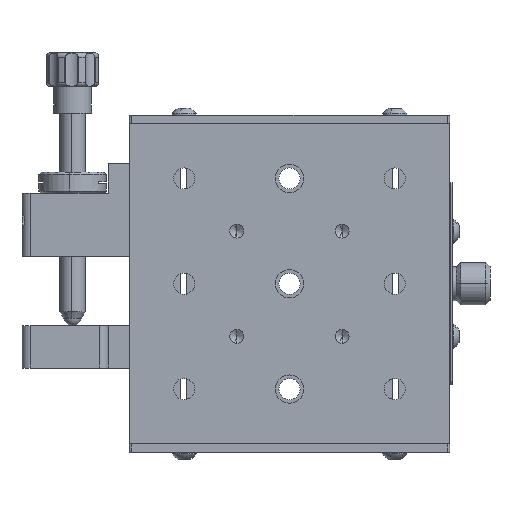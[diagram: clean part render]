
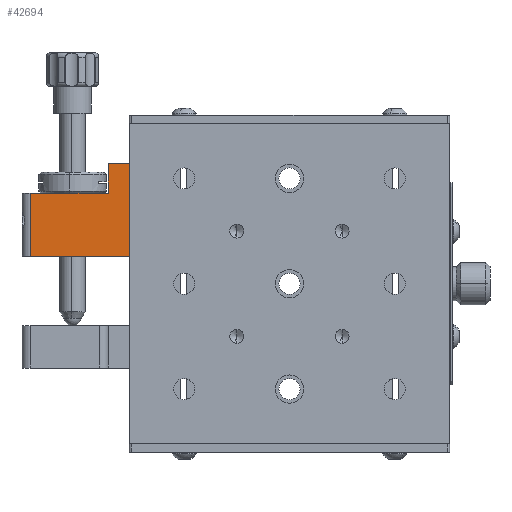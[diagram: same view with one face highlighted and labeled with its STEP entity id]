
A CAD part, front view. The second image highlights one B-rep face of the part: STEP entity #42694.
In plain terms, the highlighted planar face has unit normal (0, -1, 0).
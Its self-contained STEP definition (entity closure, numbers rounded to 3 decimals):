
#877 = LINE ( 'NONE', #4082, #51701 ) ;
#3196 = CARTESIAN_POINT ( 'NONE',  ( -39.794, -10.694, 139.6 ) ) ;
#4082 = CARTESIAN_POINT ( 'NONE',  ( -39.794, -10.694, 139.6 ) ) ;
#8041 = AXIS2_PLACEMENT_3D ( 'NONE', #3196, #25417, #43040 ) ;
#9373 = ORIENTED_EDGE ( 'NONE', *, *, #32204, .T. ) ;
#11914 = VECTOR ( 'NONE', #63200, 1000. ) ;
#12780 = LINE ( 'NONE', #66966, #56429 ) ;
#13466 = EDGE_CURVE ( 'NONE', #43546, #65631, #21041, .T. ) ;
#17049 = EDGE_CURVE ( 'NONE', #26223, #28935, #12780, .T. ) ;
#21041 = LINE ( 'NONE', #65167, #32573 ) ;
#21214 = DIRECTION ( 'NONE',  ( 0., 0., -1. ) ) ;
#21767 = FACE_OUTER_BOUND ( 'NONE', #44753, .T. ) ;
#21883 = ORIENTED_EDGE ( 'NONE', *, *, #55755, .F. ) ;
#23404 = CARTESIAN_POINT ( 'NONE',  ( -39.794, -10.694, 132.6 ) ) ;
#24123 = CARTESIAN_POINT ( 'NONE',  ( -16.294, -10.694, 139.6 ) ) ;
#25417 = DIRECTION ( 'NONE',  ( 0., -1., 0. ) ) ;
#26223 = VERTEX_POINT ( 'NONE', #24123 ) ;
#28935 = VERTEX_POINT ( 'NONE', #40438 ) ;
#29153 = EDGE_CURVE ( 'NONE', #48357, #44830, #877, .T. ) ;
#29722 = DIRECTION ( 'NONE',  ( -1., 0., 0. ) ) ;
#30012 = ORIENTED_EDGE ( 'NONE', *, *, #17049, .F. ) ;
#32149 = VECTOR ( 'NONE', #66879, 1000. ) ;
#32204 = EDGE_CURVE ( 'NONE', #65631, #48357, #49077, .T. ) ;
#32573 = VECTOR ( 'NONE', #62438, 1000. ) ;
#32992 = CARTESIAN_POINT ( 'NONE',  ( -39.794, -10.694, 117.6 ) ) ;
#38708 = CARTESIAN_POINT ( 'NONE',  ( -21.294, -10.694, 139.6 ) ) ;
#40438 = CARTESIAN_POINT ( 'NONE',  ( -16.294, -10.694, 117.6 ) ) ;
#40877 = CARTESIAN_POINT ( 'NONE',  ( -39.794, -10.694, 117.6 ) ) ;
#42322 = PLANE ( 'NONE',  #8041 ) ;
#42694 = ADVANCED_FACE ( 'NONE', ( #21767 ), #42322, .T. ) ;
#43040 = DIRECTION ( 'NONE',  ( 0., 0., 1. ) ) ;
#43546 = VERTEX_POINT ( 'NONE', #38708 ) ;
#43985 = LINE ( 'NONE', #69943, #11914 ) ;
#44753 = EDGE_LOOP ( 'NONE', ( #9373, #62373, #21883, #30012, #71769, #67359 ) ) ;
#44830 = VERTEX_POINT ( 'NONE', #32992 ) ;
#48357 = VERTEX_POINT ( 'NONE', #23404 ) ;
#49077 = LINE ( 'NONE', #71679, #32149 ) ;
#50391 = DIRECTION ( 'NONE',  ( 0., 0., -1. ) ) ;
#51701 = VECTOR ( 'NONE', #50391, 1000. ) ;
#52368 = EDGE_CURVE ( 'NONE', #26223, #43546, #43985, .T. ) ;
#55755 = EDGE_CURVE ( 'NONE', #28935, #44830, #63298, .T. ) ;
#56429 = VECTOR ( 'NONE', #21214, 1000. ) ;
#58505 = CARTESIAN_POINT ( 'NONE',  ( -21.294, -10.694, 132.6 ) ) ;
#62373 = ORIENTED_EDGE ( 'NONE', *, *, #29153, .T. ) ;
#62438 = DIRECTION ( 'NONE',  ( 0., 0., -1. ) ) ;
#63200 = DIRECTION ( 'NONE',  ( -1., 0., 0. ) ) ;
#63298 = LINE ( 'NONE', #40877, #68653 ) ;
#65167 = CARTESIAN_POINT ( 'NONE',  ( -21.294, -10.694, 139.6 ) ) ;
#65631 = VERTEX_POINT ( 'NONE', #58505 ) ;
#66879 = DIRECTION ( 'NONE',  ( -1., 0., 0. ) ) ;
#66966 = CARTESIAN_POINT ( 'NONE',  ( -16.294, -10.694, 139.6 ) ) ;
#67359 = ORIENTED_EDGE ( 'NONE', *, *, #13466, .T. ) ;
#68653 = VECTOR ( 'NONE', #29722, 1000. ) ;
#69943 = CARTESIAN_POINT ( 'NONE',  ( -39.794, -10.694, 139.6 ) ) ;
#71679 = CARTESIAN_POINT ( 'NONE',  ( -41.794, -10.694, 132.6 ) ) ;
#71769 = ORIENTED_EDGE ( 'NONE', *, *, #52368, .T. ) ;
